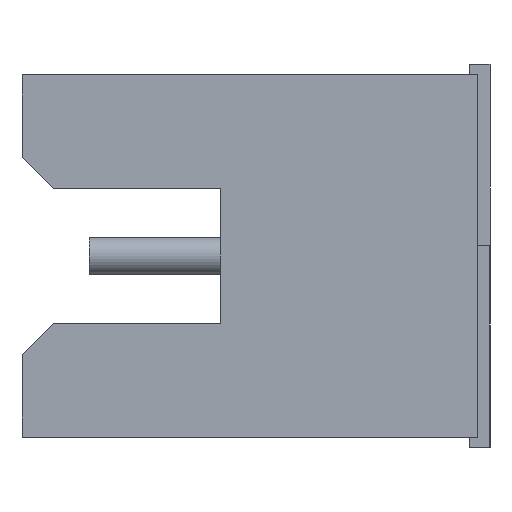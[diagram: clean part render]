
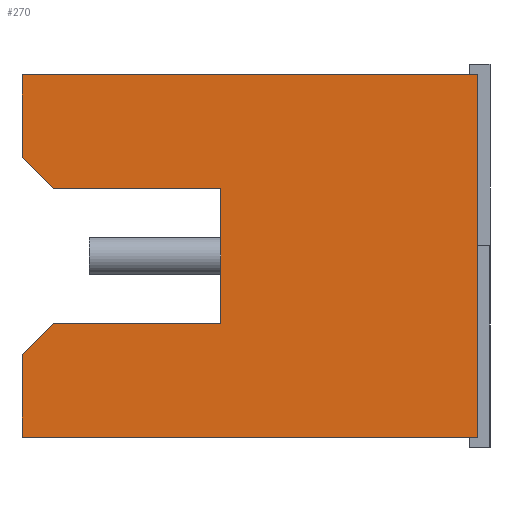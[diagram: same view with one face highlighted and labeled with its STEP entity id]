
A CAD part, left-side view. The second image highlights one B-rep face of the part: STEP entity #270.
In plain terms, the highlighted planar face has unit normal (-1, 0, 0).
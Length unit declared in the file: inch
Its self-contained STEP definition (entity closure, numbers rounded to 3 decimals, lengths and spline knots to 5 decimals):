
#270 = ADVANCED_FACE( '', ( #613 ), #614, .F. );
#613 = FACE_OUTER_BOUND( '', #1037, .T. );
#614 = PLANE( '', #1038 );
#1037 = EDGE_LOOP( '', ( #1706, #1707, #1708, #1709, #1710, #1711, #1712, #1713, #1714, #1715 ) );
#1038 = AXIS2_PLACEMENT_3D( '', #1716, #1717, #1718 );
#1706 = ORIENTED_EDGE( '', *, *, #2787, .T. );
#1707 = ORIENTED_EDGE( '', *, *, #2788, .T. );
#1708 = ORIENTED_EDGE( '', *, *, #2710, .F. );
#1709 = ORIENTED_EDGE( '', *, *, #2789, .F. );
#1710 = ORIENTED_EDGE( '', *, *, #2790, .T. );
#1711 = ORIENTED_EDGE( '', *, *, #2791, .F. );
#1712 = ORIENTED_EDGE( '', *, *, #2731, .T. );
#1713 = ORIENTED_EDGE( '', *, *, #2647, .T. );
#1714 = ORIENTED_EDGE( '', *, *, #2792, .F. );
#1715 = ORIENTED_EDGE( '', *, *, #2793, .F. );
#1716 = CARTESIAN_POINT( '', ( -0.2375, 0.22, -0.0875 ) );
#1717 = DIRECTION( '', ( 1., 0., 0. ) );
#1718 = DIRECTION( '', ( 0., 0., -1. ) );
#2647 = EDGE_CURVE( '', #3202, #3200, #3203, .T. );
#2710 = EDGE_CURVE( '', #3306, #3308, #3309, .T. );
#2731 = EDGE_CURVE( '', #3341, #3202, #3342, .T. );
#2787 = EDGE_CURVE( '', #3430, #3431, #3432, .T. );
#2788 = EDGE_CURVE( '', #3431, #3308, #3433, .T. );
#2789 = EDGE_CURVE( '', #3434, #3306, #3435, .T. );
#2790 = EDGE_CURVE( '', #3434, #3436, #3437, .T. );
#2791 = EDGE_CURVE( '', #3341, #3436, #3438, .T. );
#2792 = EDGE_CURVE( '', #3439, #3200, #3440, .T. );
#2793 = EDGE_CURVE( '', #3430, #3439, #3441, .T. );
#3200 = VERTEX_POINT( '', #3991 );
#3202 = VERTEX_POINT( '', #3994 );
#3203 = LINE( '', #3995, #3996 );
#3306 = VERTEX_POINT( '', #4140 );
#3308 = VERTEX_POINT( '', #4143 );
#3309 = LINE( '', #4144, #4145 );
#3341 = VERTEX_POINT( '', #4191 );
#3342 = LINE( '', #4192, #4193 );
#3430 = VERTEX_POINT( '', #4322 );
#3431 = VERTEX_POINT( '', #4323 );
#3432 = LINE( '', #4324, #4325 );
#3433 = LINE( '', #4326, #4327 );
#3434 = VERTEX_POINT( '', #4328 );
#3435 = LINE( '', #4329, #4330 );
#3436 = VERTEX_POINT( '', #4331 );
#3437 = LINE( '', #4332, #4333 );
#3438 = LINE( '', #4334, #4335 );
#3439 = VERTEX_POINT( '', #4336 );
#3440 = LINE( '', #4337, #4338 );
#3441 = LINE( '', #4339, #4340 );
#3991 = CARTESIAN_POINT( '', ( -0.2375, 0., 0.0875 ) );
#3994 = CARTESIAN_POINT( '', ( -0.2375, 0., -0.0875 ) );
#3995 = CARTESIAN_POINT( '', ( -0.2375, 0., -0.0875 ) );
#3996 = VECTOR( '', #4882, 39.37008 );
#4140 = CARTESIAN_POINT( '', ( -0.2375, 0.124, -0.0325 ) );
#4143 = CARTESIAN_POINT( '', ( -0.2375, 0.124, 0.0325 ) );
#4144 = CARTESIAN_POINT( '', ( -0.2375, 0.124, -0.0325 ) );
#4145 = VECTOR( '', #4952, 39.37008 );
#4191 = CARTESIAN_POINT( '', ( -0.2375, 0.22, -0.0875 ) );
#4192 = CARTESIAN_POINT( '', ( -0.2375, 0.22, -0.0875 ) );
#4193 = VECTOR( '', #4970, 39.37008 );
#4322 = CARTESIAN_POINT( '', ( -0.2375, 0.22, 0.0475 ) );
#4323 = CARTESIAN_POINT( '', ( -0.2375, 0.205, 0.0325 ) );
#4324 = CARTESIAN_POINT( '', ( -0.2375, 0.22, 0.0475 ) );
#4325 = VECTOR( '', #5018, 39.37008 );
#4326 = CARTESIAN_POINT( '', ( -0.2375, 0.316, 0.0325 ) );
#4327 = VECTOR( '', #5019, 39.37008 );
#4328 = CARTESIAN_POINT( '', ( -0.2375, 0.205, -0.0325 ) );
#4329 = CARTESIAN_POINT( '', ( -0.2375, 0.316, -0.0325 ) );
#4330 = VECTOR( '', #5020, 39.37008 );
#4331 = CARTESIAN_POINT( '', ( -0.2375, 0.22, -0.0475 ) );
#4332 = CARTESIAN_POINT( '', ( -0.2375, 0.205, -0.0325 ) );
#4333 = VECTOR( '', #5021, 39.37008 );
#4334 = CARTESIAN_POINT( '', ( -0.2375, 0.22, -0.0875 ) );
#4335 = VECTOR( '', #5022, 39.37008 );
#4336 = CARTESIAN_POINT( '', ( -0.2375, 0.22, 0.0875 ) );
#4337 = CARTESIAN_POINT( '', ( -0.2375, 0.22, 0.0875 ) );
#4338 = VECTOR( '', #5023, 39.37008 );
#4339 = CARTESIAN_POINT( '', ( -0.2375, 0.22, -0.0875 ) );
#4340 = VECTOR( '', #5024, 39.37008 );
#4882 = DIRECTION( '', ( 0., 0., 1. ) );
#4952 = DIRECTION( '', ( 0., 0., 1. ) );
#4970 = DIRECTION( '', ( 0., -1., 0. ) );
#5018 = DIRECTION( '', ( 0., -0.707, -0.707 ) );
#5019 = DIRECTION( '', ( 0., -1., 0. ) );
#5020 = DIRECTION( '', ( 0., -1., 0. ) );
#5021 = DIRECTION( '', ( 0., 0.707, -0.707 ) );
#5022 = DIRECTION( '', ( 0., 0., 1. ) );
#5023 = DIRECTION( '', ( 0., -1., 0. ) );
#5024 = DIRECTION( '', ( 0., 0., 1. ) );
